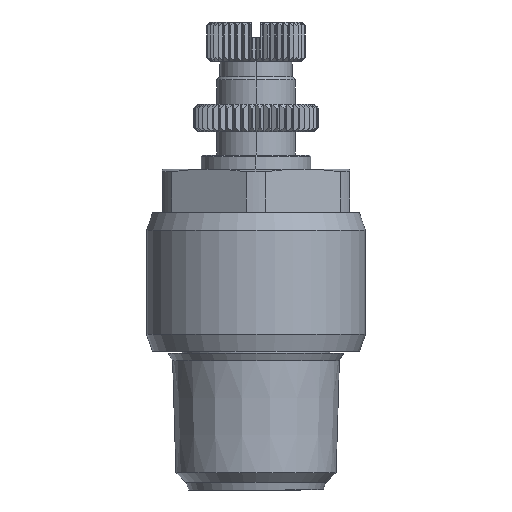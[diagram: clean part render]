
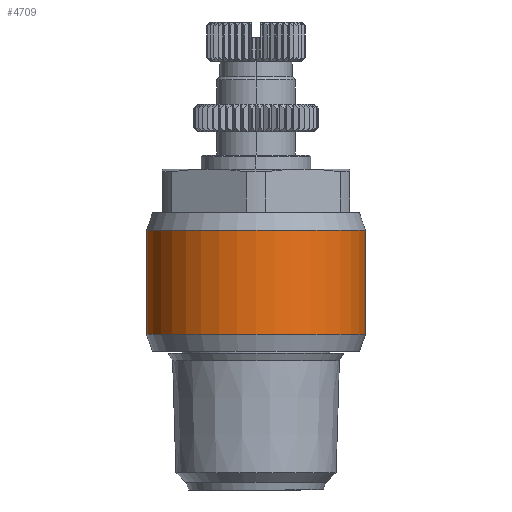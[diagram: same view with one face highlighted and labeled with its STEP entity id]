
A CAD part, left-side view. The second image highlights one B-rep face of the part: STEP entity #4709.
In plain terms, the highlighted cylindrical face has radius 14 mm (diameter 28 mm), a partial arc.
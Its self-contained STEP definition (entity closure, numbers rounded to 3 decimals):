
#648 = LINE ( 'NONE', #10093, #3818 ) ;
#1045 = VECTOR ( 'NONE', #27290, 1000. ) ;
#1752 = VERTEX_POINT ( 'NONE', #5184 ) ;
#2674 = CARTESIAN_POINT ( 'NONE',  ( 14., 0., -8.302 ) ) ;
#2785 = CIRCLE ( 'NONE', #9110, 14. ) ;
#3818 = VECTOR ( 'NONE', #21283, 1000. ) ;
#4645 = DIRECTION ( 'NONE',  ( 0., 0., 1. ) ) ;
#4709 = ADVANCED_FACE ( 'NONE', ( #25009 ), #9688, .T. ) ;
#4890 = ORIENTED_EDGE ( 'NONE', *, *, #19654, .T. ) ;
#5184 = CARTESIAN_POINT ( 'NONE',  ( 14., 14., -8.302 ) ) ;
#5407 = CARTESIAN_POINT ( 'NONE',  ( 14., 0., -1.65 ) ) ;
#6931 = EDGE_LOOP ( 'NONE', ( #4890, #17486, #25280, #22763 ) ) ;
#7194 = CIRCLE ( 'NONE', #16645, 14. ) ;
#9110 = AXIS2_PLACEMENT_3D ( 'NONE', #2674, #4645, #18361 ) ;
#9688 = CYLINDRICAL_SURFACE ( 'NONE', #10069, 14. ) ;
#10069 = AXIS2_PLACEMENT_3D ( 'NONE', #5407, #20686, #16713 ) ;
#10093 = CARTESIAN_POINT ( 'NONE',  ( 14., 14., -1.65 ) ) ;
#11084 = VERTEX_POINT ( 'NONE', #20505 ) ;
#11211 = CARTESIAN_POINT ( 'NONE',  ( 14., -14., -1.65 ) ) ;
#13665 = VERTEX_POINT ( 'NONE', #22465 ) ;
#15949 = EDGE_CURVE ( 'NONE', #13665, #25525, #27887, .T. ) ;
#16191 = CARTESIAN_POINT ( 'NONE',  ( 14., -14., 5.002 ) ) ;
#16601 = EDGE_CURVE ( 'NONE', #1752, #11084, #648, .T. ) ;
#16645 = AXIS2_PLACEMENT_3D ( 'NONE', #27427, #18399, #23080 ) ;
#16713 = DIRECTION ( 'NONE',  ( 0., -1., 0. ) ) ;
#17486 = ORIENTED_EDGE ( 'NONE', *, *, #16601, .T. ) ;
#18361 = DIRECTION ( 'NONE',  ( 0., -1., 0. ) ) ;
#18399 = DIRECTION ( 'NONE',  ( 0., 0., 1. ) ) ;
#19223 = EDGE_CURVE ( 'NONE', #25525, #11084, #7194, .T. ) ;
#19654 = EDGE_CURVE ( 'NONE', #13665, #1752, #2785, .T. ) ;
#20505 = CARTESIAN_POINT ( 'NONE',  ( 14., 14., 5.002 ) ) ;
#20686 = DIRECTION ( 'NONE',  ( 0., 0., 1. ) ) ;
#21283 = DIRECTION ( 'NONE',  ( 0., 0., 1. ) ) ;
#22465 = CARTESIAN_POINT ( 'NONE',  ( 14., -14., -8.302 ) ) ;
#22763 = ORIENTED_EDGE ( 'NONE', *, *, #15949, .F. ) ;
#23080 = DIRECTION ( 'NONE',  ( -1., 0., 0. ) ) ;
#25009 = FACE_OUTER_BOUND ( 'NONE', #6931, .T. ) ;
#25280 = ORIENTED_EDGE ( 'NONE', *, *, #19223, .F. ) ;
#25525 = VERTEX_POINT ( 'NONE', #16191 ) ;
#27290 = DIRECTION ( 'NONE',  ( 0., 0., 1. ) ) ;
#27427 = CARTESIAN_POINT ( 'NONE',  ( 14., 0., 5.002 ) ) ;
#27887 = LINE ( 'NONE', #11211, #1045 ) ;
